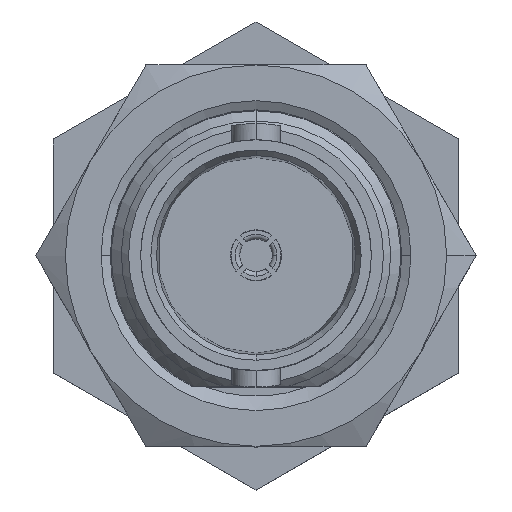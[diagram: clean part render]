
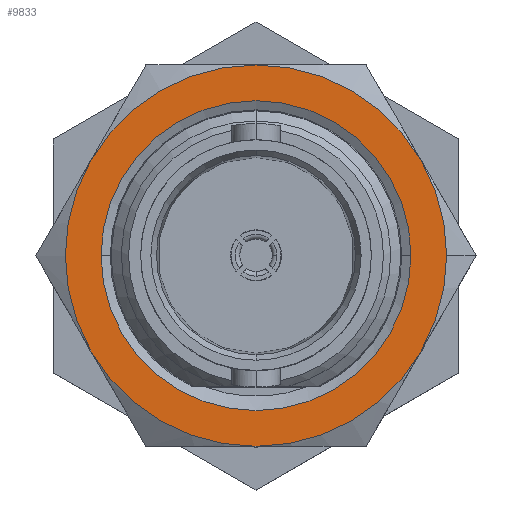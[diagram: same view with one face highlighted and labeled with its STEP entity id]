
A CAD part, top view. The second image highlights one B-rep face of the part: STEP entity #9833.
In plain terms, the highlighted planar face has unit normal (0, 0, 1).
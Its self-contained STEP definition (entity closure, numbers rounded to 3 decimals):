
#27 = AXIS2_PLACEMENT_3D ( 'NONE', #339, #9738, #3820 ) ;
#149 = EDGE_CURVE ( 'NONE', #10410, #2742, #10659, .T. ) ;
#339 = CARTESIAN_POINT ( 'NONE',  ( 0., 0., -12.7 ) ) ;
#618 = CARTESIAN_POINT ( 'NONE',  ( 8., 0., -12.7 ) ) ;
#736 = CIRCLE ( 'NONE', #27, 8. ) ;
#770 = CARTESIAN_POINT ( 'NONE',  ( 6.5, 0., -12.7 ) ) ;
#775 = CARTESIAN_POINT ( 'NONE',  ( 0., 0., -12.7 ) ) ;
#840 = VERTEX_POINT ( 'NONE', #770 ) ;
#854 = ORIENTED_EDGE ( 'NONE', *, *, #3839, .T. ) ;
#1260 = DIRECTION ( 'NONE',  ( 0., 0., 1. ) ) ;
#1595 = CARTESIAN_POINT ( 'NONE',  ( 0., 0., -12.7 ) ) ;
#1759 = DIRECTION ( 'NONE',  ( 0., 0., -1. ) ) ;
#1765 = ORIENTED_EDGE ( 'NONE', *, *, #9408, .T. ) ;
#1973 = CARTESIAN_POINT ( 'NONE',  ( 0., 0., -12.7 ) ) ;
#1984 = EDGE_CURVE ( 'NONE', #2821, #10410, #9138, .T. ) ;
#2025 = AXIS2_PLACEMENT_3D ( 'NONE', #10223, #1759, #7721 ) ;
#2033 = CIRCLE ( 'NONE', #7173, 8. ) ;
#2039 = AXIS2_PLACEMENT_3D ( 'NONE', #8395, #10869, #5691 ) ;
#2069 = AXIS2_PLACEMENT_3D ( 'NONE', #9239, #5125, #10265 ) ;
#2162 = CARTESIAN_POINT ( 'NONE',  ( 0., 0., -12.7 ) ) ;
#2740 = CARTESIAN_POINT ( 'NONE',  ( -6.928, 4., -12.7 ) ) ;
#2742 = VERTEX_POINT ( 'NONE', #4390 ) ;
#2821 = VERTEX_POINT ( 'NONE', #3260 ) ;
#3260 = CARTESIAN_POINT ( 'NONE',  ( -6.928, -4., -12.7 ) ) ;
#3487 = PLANE ( 'NONE',  #2025 ) ;
#3554 = DIRECTION ( 'NONE',  ( 0., 0., 1. ) ) ;
#3563 = EDGE_CURVE ( 'NONE', #3595, #840, #4609, .T. ) ;
#3595 = VERTEX_POINT ( 'NONE', #6589 ) ;
#3801 = DIRECTION ( 'NONE',  ( -1., 0., 0. ) ) ;
#3820 = DIRECTION ( 'NONE',  ( -1., 0., 0. ) ) ;
#3839 = EDGE_CURVE ( 'NONE', #10865, #2821, #6959, .T. ) ;
#3985 = DIRECTION ( 'NONE',  ( 0., 0., 1. ) ) ;
#4027 = DIRECTION ( 'NONE',  ( 0., 0., 1. ) ) ;
#4322 = EDGE_CURVE ( 'NONE', #6271, #5455, #10935, .T. ) ;
#4338 = ORIENTED_EDGE ( 'NONE', *, *, #4982, .T. ) ;
#4390 = CARTESIAN_POINT ( 'NONE',  ( 6.928, -4., -12.7 ) ) ;
#4587 = ORIENTED_EDGE ( 'NONE', *, *, #3563, .F. ) ;
#4609 = CIRCLE ( 'NONE', #2039, 6.5 ) ;
#4795 = EDGE_LOOP ( 'NONE', ( #4587, #9613 ) ) ;
#4928 = EDGE_LOOP ( 'NONE', ( #10540, #9721, #1765, #5557, #7946, #4338, #854 ) ) ;
#4982 = EDGE_CURVE ( 'NONE', #5455, #10865, #9751, .T. ) ;
#5125 = DIRECTION ( 'NONE',  ( 0., 0., 1. ) ) ;
#5169 = AXIS2_PLACEMENT_3D ( 'NONE', #1595, #3985, #10058 ) ;
#5339 = DIRECTION ( 'NONE',  ( -1., 0., 0. ) ) ;
#5455 = VERTEX_POINT ( 'NONE', #10498 ) ;
#5557 = ORIENTED_EDGE ( 'NONE', *, *, #11034, .T. ) ;
#5691 = DIRECTION ( 'NONE',  ( -1., 0., 0. ) ) ;
#5885 = FACE_BOUND ( 'NONE', #4795, .T. ) ;
#6028 = EDGE_CURVE ( 'NONE', #840, #3595, #9970, .T. ) ;
#6132 = FACE_OUTER_BOUND ( 'NONE', #4928, .T. ) ;
#6271 = VERTEX_POINT ( 'NONE', #10801 ) ;
#6366 = DIRECTION ( 'NONE',  ( 0., 0., 1. ) ) ;
#6392 = DIRECTION ( 'NONE',  ( -1., 0., 0. ) ) ;
#6589 = CARTESIAN_POINT ( 'NONE',  ( -6.5, 0., -12.7 ) ) ;
#6959 = CIRCLE ( 'NONE', #8880, 8. ) ;
#7060 = AXIS2_PLACEMENT_3D ( 'NONE', #8037, #10573, #6392 ) ;
#7173 = AXIS2_PLACEMENT_3D ( 'NONE', #775, #4027, #7557 ) ;
#7195 = VERTEX_POINT ( 'NONE', #618 ) ;
#7557 = DIRECTION ( 'NONE',  ( -1., 0., 0. ) ) ;
#7721 = DIRECTION ( 'NONE',  ( 1., 0., 0. ) ) ;
#7946 = ORIENTED_EDGE ( 'NONE', *, *, #4322, .T. ) ;
#8037 = CARTESIAN_POINT ( 'NONE',  ( 0., 0., -12.7 ) ) ;
#8395 = CARTESIAN_POINT ( 'NONE',  ( 0., 0., -12.7 ) ) ;
#8635 = CARTESIAN_POINT ( 'NONE',  ( 0., -8., -12.7 ) ) ;
#8774 = CARTESIAN_POINT ( 'NONE',  ( 0., 0., -12.7 ) ) ;
#8880 = AXIS2_PLACEMENT_3D ( 'NONE', #1973, #3554, #5339 ) ;
#9138 = CIRCLE ( 'NONE', #10776, 8. ) ;
#9239 = CARTESIAN_POINT ( 'NONE',  ( 0., 0., -12.7 ) ) ;
#9408 = EDGE_CURVE ( 'NONE', #2742, #7195, #736, .T. ) ;
#9613 = ORIENTED_EDGE ( 'NONE', *, *, #6028, .F. ) ;
#9721 = ORIENTED_EDGE ( 'NONE', *, *, #149, .T. ) ;
#9738 = DIRECTION ( 'NONE',  ( 0., 0., 1. ) ) ;
#9751 = CIRCLE ( 'NONE', #9826, 8. ) ;
#9826 = AXIS2_PLACEMENT_3D ( 'NONE', #2162, #1260, #3801 ) ;
#9833 = ADVANCED_FACE ( 'NONE', ( #5885, #6132 ), #3487, .F. ) ;
#9970 = CIRCLE ( 'NONE', #7060, 6.5 ) ;
#10058 = DIRECTION ( 'NONE',  ( -1., 0., 0. ) ) ;
#10223 = CARTESIAN_POINT ( 'NONE',  ( 8., 0., -12.7 ) ) ;
#10265 = DIRECTION ( 'NONE',  ( -1., 0., 0. ) ) ;
#10410 = VERTEX_POINT ( 'NONE', #8635 ) ;
#10498 = CARTESIAN_POINT ( 'NONE',  ( 0., 8., -12.7 ) ) ;
#10540 = ORIENTED_EDGE ( 'NONE', *, *, #1984, .T. ) ;
#10573 = DIRECTION ( 'NONE',  ( 0., 0., 1. ) ) ;
#10618 = DIRECTION ( 'NONE',  ( -1., 0., 0. ) ) ;
#10659 = CIRCLE ( 'NONE', #2069, 8. ) ;
#10776 = AXIS2_PLACEMENT_3D ( 'NONE', #8774, #6366, #10618 ) ;
#10801 = CARTESIAN_POINT ( 'NONE',  ( 6.928, 4., -12.7 ) ) ;
#10865 = VERTEX_POINT ( 'NONE', #2740 ) ;
#10869 = DIRECTION ( 'NONE',  ( 0., 0., 1. ) ) ;
#10935 = CIRCLE ( 'NONE', #5169, 8. ) ;
#11034 = EDGE_CURVE ( 'NONE', #7195, #6271, #2033, .T. ) ;
